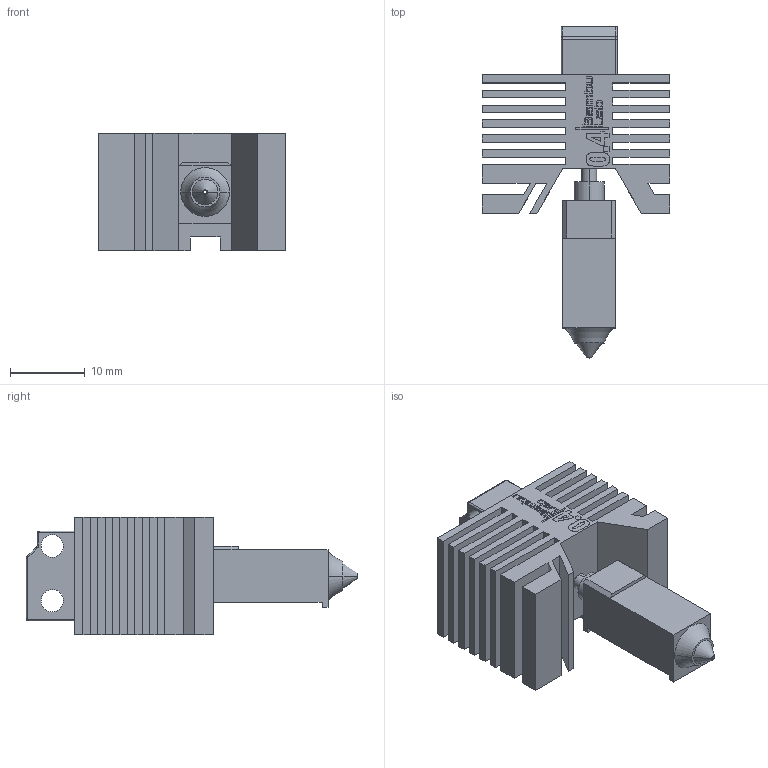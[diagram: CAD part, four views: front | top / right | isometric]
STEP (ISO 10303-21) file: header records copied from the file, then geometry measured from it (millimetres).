
FILE_DESCRIPTION (( 'STEP AP214' ), '1' );
FILE_NAME ('Hotend.STEP', '2023-07-22T13:27:29', ( '' ), ( '' ), 'SwSTEP 2.0', 'SolidWorks 2022', '' );
FILE_SCHEMA (( 'AUTOMOTIVE_DESIGN' ));
Length unit declared in the file: millimetre
Products named in the file (1): Hotend
Bounding box: 25 x 44.3 x 15.7 mm (x, y, z)
Volume: 5503.7 mm3; surface area: 7202.2 mm2
Topology: 3 solids, 3 shells, 333 faces, 898 edges, 596 vertices
Faces by surface type: plane 232, bspline 55, cylinder 32, torus 10, cone 4
Entity records: 13221 total; most frequent: CARTESIAN_POINT 3136, ORIENTED_EDGE 1796, DIRECTION 1396, EDGE_CURVE 898, LINE 670, VECTOR 670, VERTEX_POINT 596, EDGE_LOOP 368
